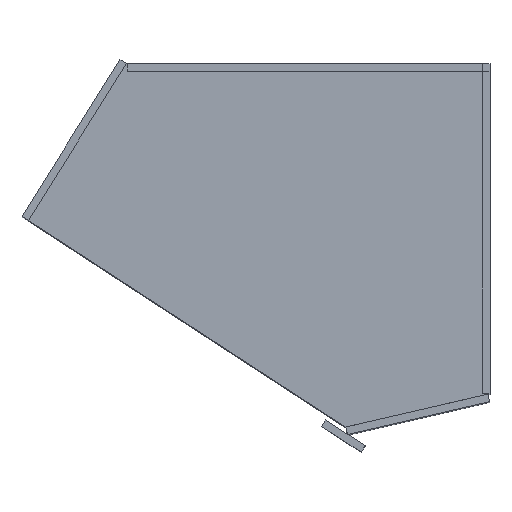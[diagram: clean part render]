
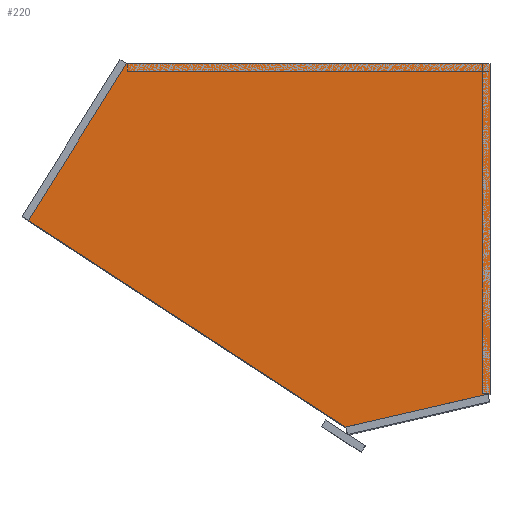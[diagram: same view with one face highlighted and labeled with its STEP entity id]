
A CAD part, top view. The second image highlights one B-rep face of the part: STEP entity #220.
In plain terms, the highlighted planar face has unit normal (0, 0, 1).
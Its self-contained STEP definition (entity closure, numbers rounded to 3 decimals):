
#220=ADVANCED_FACE('',(#400),#2562,.T.);
#400=FACE_OUTER_BOUND('',#580,.T.);
#580=EDGE_LOOP('',(#1047,#1048,#1049,#1050,#1051));
#1047=ORIENTED_EDGE('',*,*,#1623,.F.);
#1048=ORIENTED_EDGE('',*,*,#1632,.F.);
#1049=ORIENTED_EDGE('',*,*,#1634,.T.);
#1050=ORIENTED_EDGE('',*,*,#1627,.F.);
#1051=ORIENTED_EDGE('',*,*,#1637,.F.);
#1623=EDGE_CURVE('',#2339,#2347,#2009,.T.);
#1627=EDGE_CURVE('',#2341,#2343,#2013,.T.);
#1632=EDGE_CURVE('',#2345,#2339,#2018,.T.);
#1634=EDGE_CURVE('',#2345,#2343,#2020,.T.);
#1637=EDGE_CURVE('',#2347,#2341,#2023,.T.);
#2009=B_SPLINE_CURVE_WITH_KNOTS('',1,(#3614,#3615),.UNSPECIFIED.,.F.,.F.,
(2,2),(-1565.019,-1219.345),.UNSPECIFIED.);
#2013=B_SPLINE_CURVE_WITH_KNOTS('',1,(#3622,#3623),.UNSPECIFIED.,.F.,.F.,
(2,2),(-1039.019,-658.),.UNSPECIFIED.);
#2018=B_SPLINE_CURVE_WITH_KNOTS('',1,(#3632,#3633),.UNSPECIFIED.,.F.,.F.,
(2,2),(-380.69,0.),.UNSPECIFIED.);
#2020=B_SPLINE_CURVE_WITH_KNOTS('',1,(#3636,#3637),.UNSPECIFIED.,.F.,.F.,
(2,2),(-144.407,0.),.UNSPECIFIED.);
#2023=B_SPLINE_CURVE_WITH_KNOTS('',1,(#3642,#3643),.UNSPECIFIED.,.F.,.F.,
(2,2),(-154.942,0.),.UNSPECIFIED.);
#2339=VERTEX_POINT('',#3604);
#2341=VERTEX_POINT('',#3606);
#2343=VERTEX_POINT('',#3608);
#2345=VERTEX_POINT('',#3610);
#2347=VERTEX_POINT('',#3612);
#2562=PLANE('',#2755);
#2755=AXIS2_PLACEMENT_3D('',#3600,#2932,$);
#2932=DIRECTION('',(0.,0.,1.));
#3600=CARTESIAN_POINT('',(-309.214,-144.596,300.));
#3604=CARTESIAN_POINT('',(174.,236.,300.));
#3606=CARTESIAN_POINT('',(23.045,-144.596,300.));
#3608=CARTESIAN_POINT('',(-309.214,71.764,300.));
#3610=CARTESIAN_POINT('',(-206.69,236.,300.));
#3612=CARTESIAN_POINT('',(174.,-109.674,300.));
#3614=CARTESIAN_POINT('',(174.,236.,300.));
#3615=CARTESIAN_POINT('',(174.,-109.674,300.));
#3622=CARTESIAN_POINT('',(23.045,-144.596,300.));
#3623=CARTESIAN_POINT('',(-309.214,71.764,300.));
#3632=CARTESIAN_POINT('',(-206.69,236.,300.));
#3633=CARTESIAN_POINT('',(174.,236.,300.));
#3636=CARTESIAN_POINT('',(-206.69,236.,300.));
#3637=CARTESIAN_POINT('',(-309.214,71.764,300.));
#3642=CARTESIAN_POINT('',(174.,-109.674,300.));
#3643=CARTESIAN_POINT('',(23.045,-144.596,300.));
